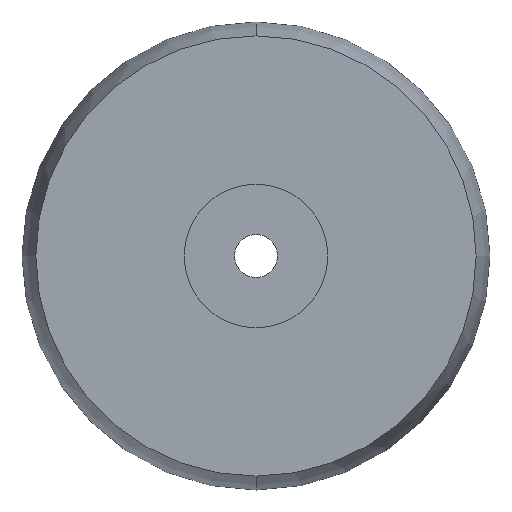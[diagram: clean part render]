
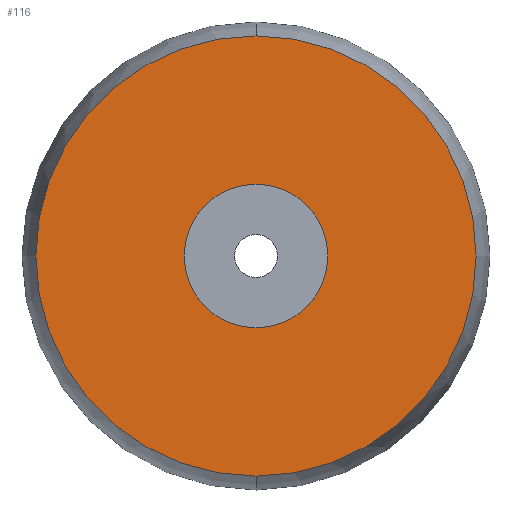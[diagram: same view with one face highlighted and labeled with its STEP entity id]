
A CAD part, front view. The second image highlights one B-rep face of the part: STEP entity #116.
In plain terms, the highlighted planar face has unit normal (0, -1, 0).
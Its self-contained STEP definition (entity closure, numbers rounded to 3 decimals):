
#17 = VERTEX_POINT ( 'NONE', #351 ) ;
#25 = DIRECTION ( 'NONE',  ( 0., 0., 1. ) ) ;
#32 = ORIENTED_EDGE ( 'NONE', *, *, #147, .F. ) ;
#55 = CIRCLE ( 'NONE', #58, 230. ) ;
#58 = AXIS2_PLACEMENT_3D ( 'NONE', #206, #143, #292 ) ;
#72 = DIRECTION ( 'NONE',  ( 0., 1., 0. ) ) ;
#73 = DIRECTION ( 'NONE',  ( 0., 1., 0. ) ) ;
#74 = VERTEX_POINT ( 'NONE', #398 ) ;
#91 = ORIENTED_EDGE ( 'NONE', *, *, #407, .F. ) ;
#116 = ADVANCED_FACE ( 'NONE', ( #329, #281 ), #217, .F. ) ;
#143 = DIRECTION ( 'NONE',  ( 0., 1., 0. ) ) ;
#147 = EDGE_CURVE ( 'NONE', #74, #286, #231, .T. ) ;
#152 = DIRECTION ( 'NONE',  ( 0., 0., 1. ) ) ;
#153 = EDGE_CURVE ( 'NONE', #17, #416, #242, .T. ) ;
#162 = DIRECTION ( 'NONE',  ( 0., 1., 0. ) ) ;
#180 = AXIS2_PLACEMENT_3D ( 'NONE', #481, #72, #483 ) ;
#202 = CIRCLE ( 'NONE', #330, 75. ) ;
#206 = CARTESIAN_POINT ( 'NONE',  ( 0., -140., 0. ) ) ;
#217 = PLANE ( 'NONE',  #180 ) ;
#231 = CIRCLE ( 'NONE', #371, 230. ) ;
#242 = CIRCLE ( 'NONE', #356, 75. ) ;
#259 = CARTESIAN_POINT ( 'NONE',  ( 0., -140., -230. ) ) ;
#276 = CARTESIAN_POINT ( 'NONE',  ( 0., -140., 0. ) ) ;
#281 = FACE_BOUND ( 'NONE', #467, .T. ) ;
#282 = CARTESIAN_POINT ( 'NONE',  ( 0., -140., 0. ) ) ;
#286 = VERTEX_POINT ( 'NONE', #259 ) ;
#290 = DIRECTION ( 'NONE',  ( 0., 0., 1. ) ) ;
#292 = DIRECTION ( 'NONE',  ( 0., 0., 1. ) ) ;
#329 = FACE_OUTER_BOUND ( 'NONE', #490, .T. ) ;
#330 = AXIS2_PLACEMENT_3D ( 'NONE', #282, #162, #25 ) ;
#351 = CARTESIAN_POINT ( 'NONE',  ( 0., -140., 75. ) ) ;
#356 = AXIS2_PLACEMENT_3D ( 'NONE', #368, #73, #290 ) ;
#368 = CARTESIAN_POINT ( 'NONE',  ( 0., -140., 0. ) ) ;
#371 = AXIS2_PLACEMENT_3D ( 'NONE', #276, #452, #152 ) ;
#379 = ORIENTED_EDGE ( 'NONE', *, *, #153, .T. ) ;
#382 = ORIENTED_EDGE ( 'NONE', *, *, #498, .T. ) ;
#398 = CARTESIAN_POINT ( 'NONE',  ( 0., -140., 230. ) ) ;
#407 = EDGE_CURVE ( 'NONE', #286, #74, #55, .T. ) ;
#416 = VERTEX_POINT ( 'NONE', #461 ) ;
#452 = DIRECTION ( 'NONE',  ( 0., 1., 0. ) ) ;
#461 = CARTESIAN_POINT ( 'NONE',  ( 0., -140., -75. ) ) ;
#467 = EDGE_LOOP ( 'NONE', ( #379, #382 ) ) ;
#481 = CARTESIAN_POINT ( 'NONE',  ( 0., -140., 0. ) ) ;
#483 = DIRECTION ( 'NONE',  ( 0., 0., 1. ) ) ;
#490 = EDGE_LOOP ( 'NONE', ( #32, #91 ) ) ;
#498 = EDGE_CURVE ( 'NONE', #416, #17, #202, .T. ) ;
